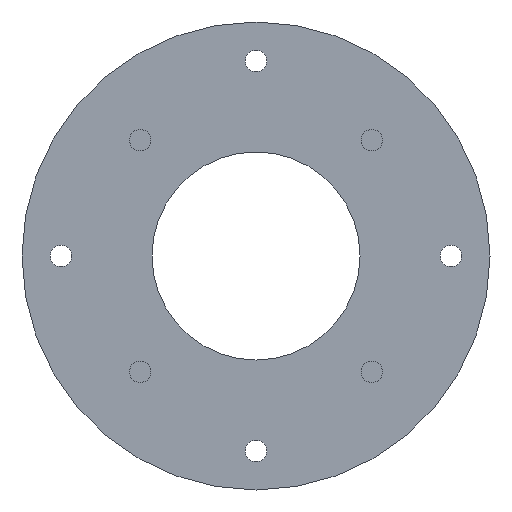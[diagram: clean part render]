
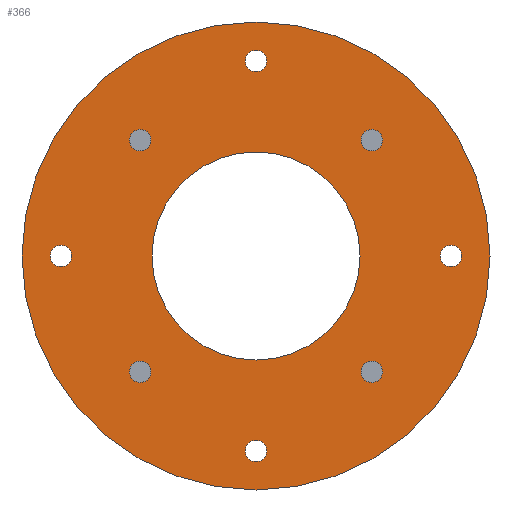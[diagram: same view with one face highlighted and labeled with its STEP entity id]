
A CAD part, front view. The second image highlights one B-rep face of the part: STEP entity #366.
In plain terms, the highlighted planar face has unit normal (0, -1, 0).
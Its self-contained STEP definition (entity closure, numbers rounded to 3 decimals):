
#21=FACE_BOUND('',#79,.T.);
#22=FACE_BOUND('',#80,.T.);
#23=FACE_BOUND('',#81,.T.);
#24=FACE_BOUND('',#82,.T.);
#25=FACE_BOUND('',#83,.T.);
#26=FACE_BOUND('',#84,.T.);
#27=FACE_BOUND('',#85,.T.);
#28=FACE_BOUND('',#86,.T.);
#29=FACE_BOUND('',#87,.T.);
#36=PLANE('',#443);
#54=FACE_OUTER_BOUND('',#78,.T.);
#78=EDGE_LOOP('',(#322,#323));
#79=EDGE_LOOP('',(#324,#325));
#80=EDGE_LOOP('',(#326,#327));
#81=EDGE_LOOP('',(#328,#329));
#82=EDGE_LOOP('',(#330,#331));
#83=EDGE_LOOP('',(#332));
#84=EDGE_LOOP('',(#333));
#85=EDGE_LOOP('',(#334));
#86=EDGE_LOOP('',(#335));
#87=EDGE_LOOP('',(#336,#337));
#110=CIRCLE('',#388,2.067);
#111=CIRCLE('',#389,2.067);
#114=CIRCLE('',#394,2.067);
#115=CIRCLE('',#395,2.067);
#118=CIRCLE('',#400,2.067);
#119=CIRCLE('',#401,2.067);
#122=CIRCLE('',#406,2.067);
#123=CIRCLE('',#407,2.067);
#128=CIRCLE('',#414,2.067);
#131=CIRCLE('',#418,2.067);
#134=CIRCLE('',#422,2.067);
#137=CIRCLE('',#426,2.067);
#138=CIRCLE('',#428,20.);
#139=CIRCLE('',#429,20.);
#147=CIRCLE('',#440,45.);
#148=CIRCLE('',#441,45.);
#149=VERTEX_POINT('',#573);
#150=VERTEX_POINT('',#574);
#153=VERTEX_POINT('',#584);
#154=VERTEX_POINT('',#585);
#157=VERTEX_POINT('',#595);
#158=VERTEX_POINT('',#596);
#161=VERTEX_POINT('',#606);
#162=VERTEX_POINT('',#607);
#167=VERTEX_POINT('',#621);
#170=VERTEX_POINT('',#629);
#173=VERTEX_POINT('',#637);
#176=VERTEX_POINT('',#645);
#177=VERTEX_POINT('',#649);
#178=VERTEX_POINT('',#650);
#186=VERTEX_POINT('',#672);
#187=VERTEX_POINT('',#674);
#188=EDGE_CURVE('',#149,#150,#110,.T.);
#189=EDGE_CURVE('',#150,#149,#111,.T.);
#193=EDGE_CURVE('',#153,#154,#114,.T.);
#194=EDGE_CURVE('',#154,#153,#115,.T.);
#198=EDGE_CURVE('',#157,#158,#118,.T.);
#199=EDGE_CURVE('',#158,#157,#119,.T.);
#203=EDGE_CURVE('',#161,#162,#122,.T.);
#204=EDGE_CURVE('',#162,#161,#123,.T.);
#211=EDGE_CURVE('',#167,#167,#128,.T.);
#215=EDGE_CURVE('',#170,#170,#131,.T.);
#219=EDGE_CURVE('',#173,#173,#134,.T.);
#223=EDGE_CURVE('',#176,#176,#137,.T.);
#224=EDGE_CURVE('',#177,#178,#138,.T.);
#225=EDGE_CURVE('',#178,#177,#139,.T.);
#236=EDGE_CURVE('',#186,#187,#147,.T.);
#237=EDGE_CURVE('',#187,#186,#148,.T.);
#322=ORIENTED_EDGE('',*,*,#237,.F.);
#323=ORIENTED_EDGE('',*,*,#236,.F.);
#324=ORIENTED_EDGE('',*,*,#188,.T.);
#325=ORIENTED_EDGE('',*,*,#189,.T.);
#326=ORIENTED_EDGE('',*,*,#193,.T.);
#327=ORIENTED_EDGE('',*,*,#194,.T.);
#328=ORIENTED_EDGE('',*,*,#198,.T.);
#329=ORIENTED_EDGE('',*,*,#199,.T.);
#330=ORIENTED_EDGE('',*,*,#203,.T.);
#331=ORIENTED_EDGE('',*,*,#204,.T.);
#332=ORIENTED_EDGE('',*,*,#211,.T.);
#333=ORIENTED_EDGE('',*,*,#215,.T.);
#334=ORIENTED_EDGE('',*,*,#219,.T.);
#335=ORIENTED_EDGE('',*,*,#223,.T.);
#336=ORIENTED_EDGE('',*,*,#224,.T.);
#337=ORIENTED_EDGE('',*,*,#225,.T.);
#366=ADVANCED_FACE('',(#54,#21,#22,#23,#24,#25,#26,#27,#28,#29),#36,.F.);
#388=AXIS2_PLACEMENT_3D('',#575,#448,#449);
#389=AXIS2_PLACEMENT_3D('',#576,#450,#451);
#394=AXIS2_PLACEMENT_3D('',#586,#461,#462);
#395=AXIS2_PLACEMENT_3D('',#587,#463,#464);
#400=AXIS2_PLACEMENT_3D('',#597,#474,#475);
#401=AXIS2_PLACEMENT_3D('',#598,#476,#477);
#406=AXIS2_PLACEMENT_3D('',#608,#487,#488);
#407=AXIS2_PLACEMENT_3D('',#609,#489,#490);
#414=AXIS2_PLACEMENT_3D('',#623,#505,#506);
#418=AXIS2_PLACEMENT_3D('',#631,#514,#515);
#422=AXIS2_PLACEMENT_3D('',#639,#523,#524);
#426=AXIS2_PLACEMENT_3D('',#647,#532,#533);
#428=AXIS2_PLACEMENT_3D('',#651,#536,#537);
#429=AXIS2_PLACEMENT_3D('',#652,#538,#539);
#440=AXIS2_PLACEMENT_3D('',#675,#563,#564);
#441=AXIS2_PLACEMENT_3D('',#676,#565,#566);
#443=AXIS2_PLACEMENT_3D('',#678,#569,#570);
#448=DIRECTION('center_axis',(0.,1.,0.));
#449=DIRECTION('ref_axis',(1.,0.,0.));
#450=DIRECTION('center_axis',(0.,1.,0.));
#451=DIRECTION('ref_axis',(1.,0.,0.));
#461=DIRECTION('center_axis',(0.,1.,0.));
#462=DIRECTION('ref_axis',(1.,0.,0.));
#463=DIRECTION('center_axis',(0.,1.,0.));
#464=DIRECTION('ref_axis',(1.,0.,0.));
#474=DIRECTION('center_axis',(0.,1.,0.));
#475=DIRECTION('ref_axis',(1.,0.,0.));
#476=DIRECTION('center_axis',(0.,1.,0.));
#477=DIRECTION('ref_axis',(1.,0.,0.));
#487=DIRECTION('center_axis',(0.,1.,0.));
#488=DIRECTION('ref_axis',(1.,0.,0.));
#489=DIRECTION('center_axis',(0.,1.,0.));
#490=DIRECTION('ref_axis',(1.,0.,0.));
#505=DIRECTION('center_axis',(0.,1.,0.));
#506=DIRECTION('ref_axis',(1.,0.,0.));
#514=DIRECTION('center_axis',(0.,1.,0.));
#515=DIRECTION('ref_axis',(1.,0.,0.));
#523=DIRECTION('center_axis',(0.,1.,0.));
#524=DIRECTION('ref_axis',(1.,0.,0.));
#532=DIRECTION('center_axis',(0.,1.,0.));
#533=DIRECTION('ref_axis',(1.,0.,0.));
#536=DIRECTION('center_axis',(0.,1.,0.));
#537=DIRECTION('ref_axis',(1.,0.,0.));
#538=DIRECTION('center_axis',(0.,1.,0.));
#539=DIRECTION('ref_axis',(1.,0.,0.));
#563=DIRECTION('center_axis',(0.,1.,0.));
#564=DIRECTION('ref_axis',(-1.,0.,0.));
#565=DIRECTION('center_axis',(0.,1.,0.));
#566=DIRECTION('ref_axis',(-1.,0.,0.));
#569=DIRECTION('center_axis',(0.,1.,0.));
#570=DIRECTION('ref_axis',(0.,0.,1.));
#573=CARTESIAN_POINT('',(24.341,0.,22.274));
#574=CARTESIAN_POINT('',(20.207,0.,22.274));
#575=CARTESIAN_POINT('Origin',(22.274,0.,22.274));
#576=CARTESIAN_POINT('Origin',(22.274,0.,22.274));
#584=CARTESIAN_POINT('',(24.341,0.,-22.274));
#585=CARTESIAN_POINT('',(20.207,0.,-22.274));
#586=CARTESIAN_POINT('Origin',(22.274,0.,-22.274));
#587=CARTESIAN_POINT('Origin',(22.274,0.,-22.274));
#595=CARTESIAN_POINT('',(-20.207,0.,-22.274));
#596=CARTESIAN_POINT('',(-24.341,0.,-22.274));
#597=CARTESIAN_POINT('Origin',(-22.274,0.,-22.274));
#598=CARTESIAN_POINT('Origin',(-22.274,0.,-22.274));
#606=CARTESIAN_POINT('',(-20.207,0.,22.274));
#607=CARTESIAN_POINT('',(-24.341,0.,22.274));
#608=CARTESIAN_POINT('Origin',(-22.274,0.,22.274));
#609=CARTESIAN_POINT('Origin',(-22.274,0.,22.274));
#621=CARTESIAN_POINT('',(-2.067,0.,-37.5));
#623=CARTESIAN_POINT('Origin',(0.,0.,-37.5));
#629=CARTESIAN_POINT('',(-2.067,0.,37.5));
#631=CARTESIAN_POINT('Origin',(0.,0.,37.5));
#637=CARTESIAN_POINT('',(-39.567,0.,0.));
#639=CARTESIAN_POINT('Origin',(-37.5,0.,0.));
#645=CARTESIAN_POINT('',(35.433,0.,0.));
#647=CARTESIAN_POINT('Origin',(37.5,0.,0.));
#649=CARTESIAN_POINT('',(20.,0.,0.));
#650=CARTESIAN_POINT('',(-20.,0.,0.));
#651=CARTESIAN_POINT('Origin',(0.,0.,0.));
#652=CARTESIAN_POINT('Origin',(0.,0.,0.));
#672=CARTESIAN_POINT('',(45.,0.,0.));
#674=CARTESIAN_POINT('',(-45.,0.,0.));
#675=CARTESIAN_POINT('Origin',(0.,0.,0.));
#676=CARTESIAN_POINT('Origin',(0.,0.,0.));
#678=CARTESIAN_POINT('Origin',(0.,0.,0.));
